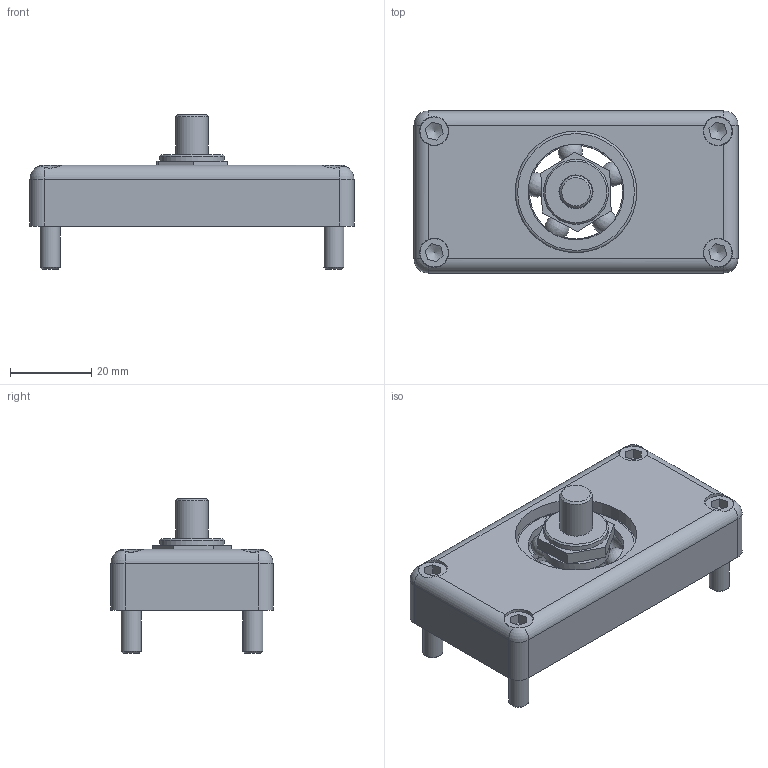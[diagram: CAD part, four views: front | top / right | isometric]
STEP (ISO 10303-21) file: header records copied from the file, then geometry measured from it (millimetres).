
FILE_DESCRIPTION((''),'2;1');
FILE_NAME('SZ3510V_A.stp','2013-08-30T09:44:55',('janine behrens'),(''),'Autodesk Inventor 2012','Autodesk Inventor 2012','');
FILE_SCHEMA(('AUTOMOTIVE_DESIGN { 1 0 10303 214 1 1 1 1 }'));
Length unit declared in the file: millimetre
Products named in the file (6): SZ3510V_A; ME2803510_A; DIN 625 SKF 6200; ME2800810_A; DK0125080000_A; SS9020V_A
Assembly tree (8 placements, depth 2):
  SZ3510V_A
    ME2803510_A
    DIN 625 SKF 6200
    ME2800810_A
    DK0125080000_A
    SS9020V_A  x4
Bounding box: 80 x 40 x 38.2 mm (x, y, z)
Volume: 43706.5 mm3; surface area: 18402.6 mm2
Topology: 8 solids, 8 shells, 147 faces, 362 edges, 231 vertices
Faces by surface type: plane 64, cylinder 41, cone 19, torus 14, sphere 9
Full cylindrical faces by diameter (mm): 5 x8, 5.5 x4, 7 x4, 7.2 x4, 8 x1, 8.4 x1, 10 x2, 14 x1, 16 x1, 16.4 x2, 23 x1, 23.6 x2, 30 x2
Entity records: 3482 total; most frequent: CARTESIAN_POINT 1153, DIRECTION 454, ORIENTED_EDGE 394, AXIS2_PLACEMENT_3D 202, EDGE_CURVE 197, EDGE_LOOP 160, VERTEX_POINT 145, FACE_OUTER_BOUND 99
